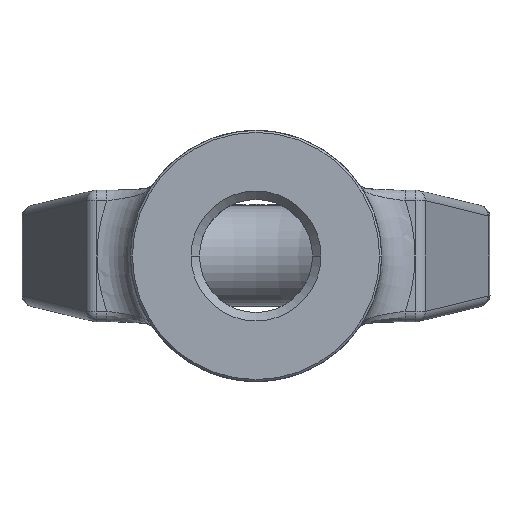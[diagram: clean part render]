
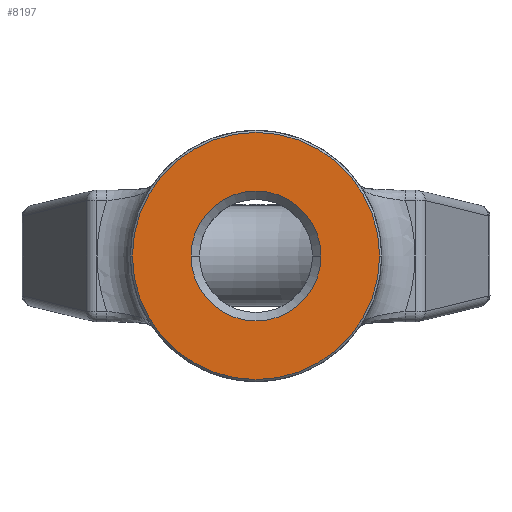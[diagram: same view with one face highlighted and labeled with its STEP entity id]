
A CAD part, front view. The second image highlights one B-rep face of the part: STEP entity #8197.
In plain terms, the highlighted planar face has unit normal (0, -1, 0).
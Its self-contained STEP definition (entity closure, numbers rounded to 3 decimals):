
#1913=CARTESIAN_POINT('',(0.,-56.,0.));
#1914=DIRECTION('',(0.,-1.,0.));
#1915=DIRECTION('',(-1.,0.,0.));
#1916=AXIS2_PLACEMENT_3D('',#1913,#1914,#1915);
#1918=CARTESIAN_POINT('',(0.,-56.,0.));
#1919=DIRECTION('',(0.,1.,0.));
#1920=DIRECTION('',(-1.,0.,0.));
#1921=AXIS2_PLACEMENT_3D('',#1918,#1919,#1920);
#1923=CARTESIAN_POINT('',(0.,-56.,0.));
#1924=DIRECTION('',(0.,-1.,0.));
#1925=DIRECTION('',(-1.,0.,0.));
#1926=AXIS2_PLACEMENT_3D('',#1923,#1924,#1925);
#1928=CARTESIAN_POINT('',(0.,-56.,0.));
#1929=DIRECTION('',(0.,-1.,0.));
#1930=DIRECTION('',(1.,0.,0.));
#1931=AXIS2_PLACEMENT_3D('',#1928,#1929,#1930);
#5117=CARTESIAN_POINT('',(-29.5,-56.,0.));
#5118=VERTEX_POINT('',#5117);
#5119=CARTESIAN_POINT('',(29.5,-56.,0.));
#5120=VERTEX_POINT('',#5119);
#5125=CARTESIAN_POINT('',(-15.5,-56.,0.));
#5126=CARTESIAN_POINT('',(15.5,-56.,0.));
#5127=VERTEX_POINT('',#5125);
#5128=VERTEX_POINT('',#5126);
#8181=CARTESIAN_POINT('',(0.,-56.,0.));
#8182=DIRECTION('',(0.,1.,0.));
#8183=DIRECTION('',(1.,0.,0.));
#8184=AXIS2_PLACEMENT_3D('',#8181,#8182,#8183);
#8185=PLANE('',#8184);
#8187=ORIENTED_EDGE('',*,*,#8186,.F.);
#8189=ORIENTED_EDGE('',*,*,#8188,.T.);
#8190=EDGE_LOOP('',(#8187,#8189));
#8191=FACE_OUTER_BOUND('',#8190,.F.);
#8192=ORIENTED_EDGE('',*,*,#8171,.T.);
#8194=ORIENTED_EDGE('',*,*,#8193,.T.);
#8195=EDGE_LOOP('',(#8192,#8194));
#8196=FACE_BOUND('',#8195,.F.);
#8197=ADVANCED_FACE('',(#8191,#8196),#8185,.F.);
#1917=CIRCLE('',#1916,29.5);
#1922=CIRCLE('',#1921,29.5);
#1927=CIRCLE('',#1926,15.5);
#1932=CIRCLE('',#1931,15.5);
#8171=EDGE_CURVE('',#5127,#5128,#1927,.T.);
#8186=EDGE_CURVE('',#5118,#5120,#1917,.T.);
#8188=EDGE_CURVE('',#5118,#5120,#1922,.T.);
#8193=EDGE_CURVE('',#5128,#5127,#1932,.T.);
